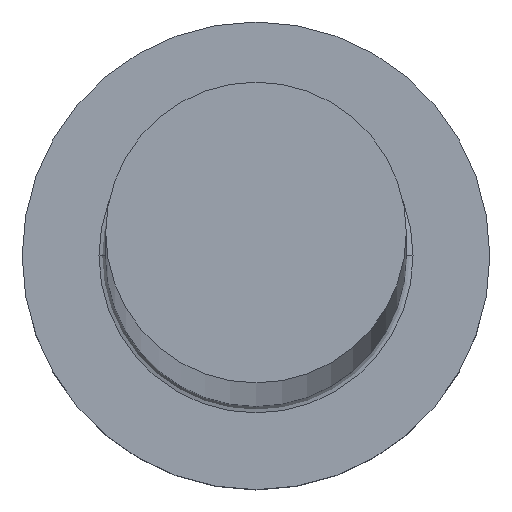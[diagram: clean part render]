
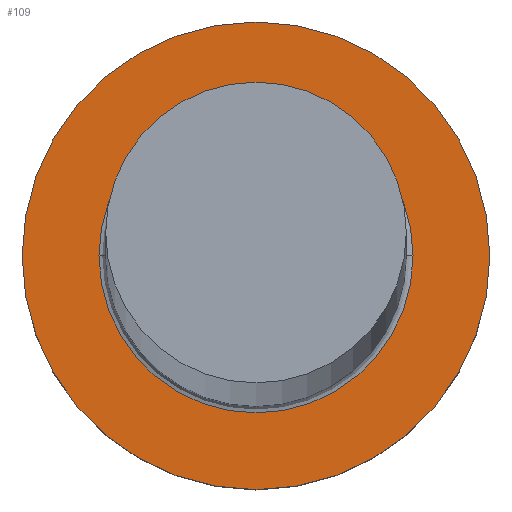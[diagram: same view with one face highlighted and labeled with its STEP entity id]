
A CAD part, top view. The second image highlights one B-rep face of the part: STEP entity #109.
In plain terms, the highlighted planar face has unit normal (0, 0, 1).
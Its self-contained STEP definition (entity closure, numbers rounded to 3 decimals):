
#2 = VERTEX_POINT ( 'NONE', #221 ) ;
#3 = AXIS2_PLACEMENT_3D ( 'NONE', #61, #270, #77 ) ;
#5 = EDGE_LOOP ( 'NONE', ( #121, #67 ) ) ;
#9 = VERTEX_POINT ( 'NONE', #34 ) ;
#11 = CIRCLE ( 'NONE', #3, 4.7 ) ;
#16 = CARTESIAN_POINT ( 'NONE',  ( 0., 0., 5. ) ) ;
#17 = CARTESIAN_POINT ( 'NONE',  ( 7., 0., 5. ) ) ;
#34 = CARTESIAN_POINT ( 'NONE',  ( 4.7, 0., 5. ) ) ;
#38 = FACE_BOUND ( 'NONE', #5, .T. ) ;
#44 = CIRCLE ( 'NONE', #150, 7. ) ;
#61 = CARTESIAN_POINT ( 'NONE',  ( 0., 0., 5. ) ) ;
#63 = EDGE_CURVE ( 'NONE', #103, #2, #44, .T. ) ;
#67 = ORIENTED_EDGE ( 'NONE', *, *, #241, .T. ) ;
#77 = DIRECTION ( 'NONE',  ( 1., 0., 0. ) ) ;
#103 = VERTEX_POINT ( 'NONE', #17 ) ;
#109 = ADVANCED_FACE ( 'NONE', ( #38, #134 ), #162, .T. ) ;
#121 = ORIENTED_EDGE ( 'NONE', *, *, #178, .T. ) ;
#123 = DIRECTION ( 'NONE',  ( 0., 0., 1. ) ) ;
#128 = CIRCLE ( 'NONE', #299, 7. ) ;
#131 = CARTESIAN_POINT ( 'NONE',  ( 0., 0., 5. ) ) ;
#134 = FACE_OUTER_BOUND ( 'NONE', #288, .T. ) ;
#135 = DIRECTION ( 'NONE',  ( 1., 0., 0. ) ) ;
#150 = AXIS2_PLACEMENT_3D ( 'NONE', #223, #155, #249 ) ;
#154 = DIRECTION ( 'NONE',  ( 0., 0., -1. ) ) ;
#155 = DIRECTION ( 'NONE',  ( 0., 0., 1. ) ) ;
#162 = PLANE ( 'NONE',  #274 ) ;
#178 = EDGE_CURVE ( 'NONE', #9, #208, #244, .T. ) ;
#183 = AXIS2_PLACEMENT_3D ( 'NONE', #131, #154, #135 ) ;
#190 = CARTESIAN_POINT ( 'NONE',  ( -4.7, 0., 5. ) ) ;
#203 = DIRECTION ( 'NONE',  ( 1., 0., 0. ) ) ;
#208 = VERTEX_POINT ( 'NONE', #190 ) ;
#221 = CARTESIAN_POINT ( 'NONE',  ( -7., 0., 5. ) ) ;
#222 = EDGE_CURVE ( 'NONE', #2, #103, #128, .T. ) ;
#223 = CARTESIAN_POINT ( 'NONE',  ( 0., 0., 5. ) ) ;
#239 = ORIENTED_EDGE ( 'NONE', *, *, #63, .T. ) ;
#241 = EDGE_CURVE ( 'NONE', #208, #9, #11, .T. ) ;
#242 = ORIENTED_EDGE ( 'NONE', *, *, #222, .T. ) ;
#244 = CIRCLE ( 'NONE', #183, 4.7 ) ;
#249 = DIRECTION ( 'NONE',  ( 1., 0., 0. ) ) ;
#256 = CARTESIAN_POINT ( 'NONE',  ( 0., 0., 5. ) ) ;
#270 = DIRECTION ( 'NONE',  ( 0., 0., -1. ) ) ;
#274 = AXIS2_PLACEMENT_3D ( 'NONE', #256, #301, #203 ) ;
#288 = EDGE_LOOP ( 'NONE', ( #242, #239 ) ) ;
#299 = AXIS2_PLACEMENT_3D ( 'NONE', #16, #123, #300 ) ;
#300 = DIRECTION ( 'NONE',  ( 1., 0., 0. ) ) ;
#301 = DIRECTION ( 'NONE',  ( 0., 0., 1. ) ) ;
